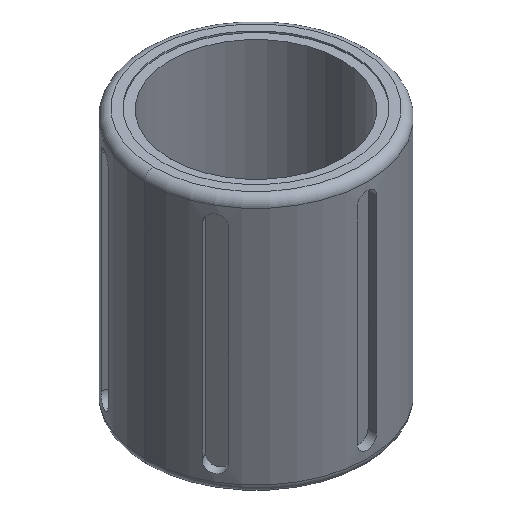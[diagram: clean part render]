
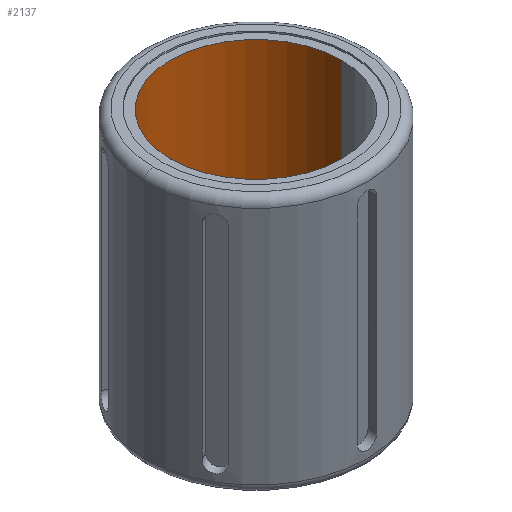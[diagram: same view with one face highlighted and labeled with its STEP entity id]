
A CAD part, isometric view. The second image highlights one B-rep face of the part: STEP entity #2137.
In plain terms, the highlighted cylindrical face has radius 20 mm (diameter 40 mm), a partial arc.
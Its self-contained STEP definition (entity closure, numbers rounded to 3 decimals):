
#12 = VERTEX_POINT ( 'NONE', #79 ) ;
#34 = VERTEX_POINT ( 'NONE', #100 ) ;
#44 = VERTEX_POINT ( 'NONE', #110 ) ;
#52 = VERTEX_POINT ( 'NONE', #118 ) ;
#79 = CARTESIAN_POINT ( 'NONE',  ( 20., 0., 29.647 ) ) ;
#100 = CARTESIAN_POINT ( 'NONE',  ( -20., 0., -29.647 ) ) ;
#110 = CARTESIAN_POINT ( 'NONE',  ( 20., 0., -29.647 ) ) ;
#118 = CARTESIAN_POINT ( 'NONE',  ( -20., 0., 29.647 ) ) ;
#326 = CARTESIAN_POINT ( 'NONE',  ( -20., 0., 30. ) ) ;
#327 = DIRECTION ( 'NONE',  ( 0., 0., 1. ) ) ;
#395 = CARTESIAN_POINT ( 'NONE',  ( 20., 0., 30. ) ) ;
#403 = DIRECTION ( 'NONE',  ( 0., 0., 1. ) ) ;
#583 = ORIENTED_EDGE ( 'NONE', *, *, #1940, .F. ) ;
#584 = ORIENTED_EDGE ( 'NONE', *, *, #1902, .F. ) ;
#587 = EDGE_LOOP ( 'NONE', ( #584, #583, #623, #606 ) ) ;
#606 = ORIENTED_EDGE ( 'NONE', *, *, #1942, .T. ) ;
#623 = ORIENTED_EDGE ( 'NONE', *, *, #1921, .T. ) ;
#801 = CARTESIAN_POINT ( 'NONE',  ( 0., 0., -29.647 ) ) ;
#804 = CARTESIAN_POINT ( 'NONE',  ( 0., 0., 29.647 ) ) ;
#805 = DIRECTION ( 'NONE',  ( 0., 0., 1. ) ) ;
#806 = DIRECTION ( 'NONE',  ( 1., 0., 0. ) ) ;
#810 = DIRECTION ( 'NONE',  ( 0., 0., 1. ) ) ;
#811 = DIRECTION ( 'NONE',  ( 1., 0., 0. ) ) ;
#1008 = DIRECTION ( 'NONE',  ( 1., 0., 0. ) ) ;
#1017 = DIRECTION ( 'NONE',  ( 0., 0., 1. ) ) ;
#1028 = CARTESIAN_POINT ( 'NONE',  ( 0., 0., 30. ) ) ;
#1493 = VECTOR ( 'NONE', #327, 1000. ) ;
#1502 = LINE ( 'NONE', #326, #1493 ) ;
#1526 = LINE ( 'NONE', #395, #1528 ) ;
#1528 = VECTOR ( 'NONE', #403, 1000. ) ;
#1552 = CIRCLE ( 'NONE', #2015, 20. ) ;
#1555 = CIRCLE ( 'NONE', #2017, 20. ) ;
#1682 = FACE_OUTER_BOUND ( 'NONE', #587, .T. ) ;
#1683 = CYLINDRICAL_SURFACE ( 'NONE', #2062, 20. ) ;
#1902 = EDGE_CURVE ( 'NONE', #34, #52, #1502, .T. ) ;
#1921 = EDGE_CURVE ( 'NONE', #44, #12, #1526, .T. ) ;
#1940 = EDGE_CURVE ( 'NONE', #44, #34, #1552, .T. ) ;
#1942 = EDGE_CURVE ( 'NONE', #12, #52, #1555, .T. ) ;
#2015 = AXIS2_PLACEMENT_3D ( 'NONE', #801, #805, #806 ) ;
#2017 = AXIS2_PLACEMENT_3D ( 'NONE', #804, #810, #811 ) ;
#2062 = AXIS2_PLACEMENT_3D ( 'NONE', #1028, #1017, #1008 ) ;
#2137 = ADVANCED_FACE ( 'NONE', ( #1682 ), #1683, .F. ) ;
